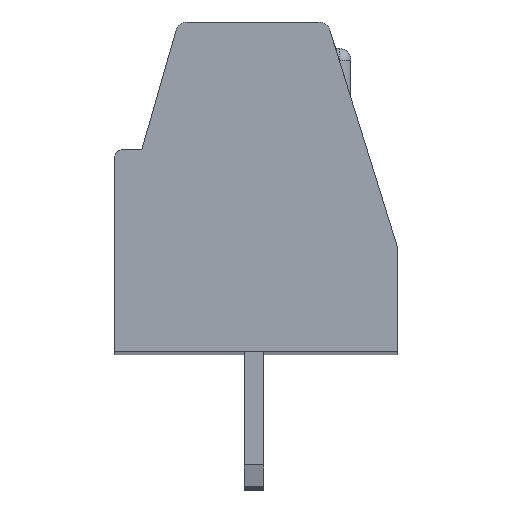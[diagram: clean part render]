
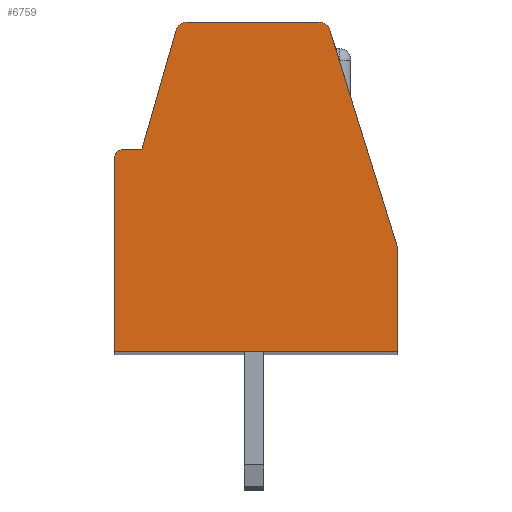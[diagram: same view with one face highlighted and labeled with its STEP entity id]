
A CAD part, top view. The second image highlights one B-rep face of the part: STEP entity #6759.
In plain terms, the highlighted planar face has unit normal (0, 0, 1).
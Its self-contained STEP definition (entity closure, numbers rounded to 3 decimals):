
#14=DIRECTION('',(0.,-1.,0.));
#15=VECTOR('',#14,5.);
#16=CARTESIAN_POINT('',(-3.6,5.,51.435));
#17=LINE('',#16,#15);
#18=CARTESIAN_POINT('',(-3.4,5.,51.435));
#19=DIRECTION('',(0.,0.,1.));
#20=DIRECTION('',(0.,1.,0.));
#21=AXIS2_PLACEMENT_3D('',#18,#19,#20);
#23=DIRECTION('',(-1.,0.,0.));
#24=VECTOR('',#23,0.5);
#25=CARTESIAN_POINT('',(-2.9,5.2,51.435));
#26=LINE('',#25,#24);
#27=DIRECTION('',(-0.276,-0.961,0.));
#28=VECTOR('',#27,3.207);
#29=CARTESIAN_POINT('',(-2.016,8.283,51.435));
#30=LINE('',#29,#28);
#31=CARTESIAN_POINT('',(-1.727,8.2,51.435));
#32=DIRECTION('',(0.,0.,1.));
#33=DIRECTION('',(0.,1.,0.));
#34=AXIS2_PLACEMENT_3D('',#31,#32,#33);
#36=DIRECTION('',(-1.,0.,0.));
#37=VECTOR('',#36,3.4);
#38=CARTESIAN_POINT('',(1.673,8.5,51.435));
#39=LINE('',#38,#37);
#40=CARTESIAN_POINT('',(1.673,8.2,51.435));
#41=DIRECTION('',(0.,0.,1.));
#42=DIRECTION('',(0.955,0.297,0.));
#43=AXIS2_PLACEMENT_3D('',#40,#41,#42);
#45=DIRECTION('',(-0.297,0.955,0.));
#46=VECTOR('',#45,5.854);
#47=CARTESIAN_POINT('',(3.7,2.7,51.435));
#48=LINE('',#47,#46);
#49=DIRECTION('',(0.,1.,0.));
#50=VECTOR('',#49,2.7);
#51=CARTESIAN_POINT('',(3.7,0.,51.435));
#52=LINE('',#51,#50);
#69=DIRECTION('',(1.,0.,0.));
#70=VECTOR('',#69,7.3);
#71=CARTESIAN_POINT('',(-3.6,0.,51.435));
#72=LINE('',#71,#70);
#5432=CARTESIAN_POINT('',(3.7,0.,51.435));
#5433=CARTESIAN_POINT('',(3.7,2.7,51.435));
#5434=VERTEX_POINT('',#5432);
#5435=VERTEX_POINT('',#5433);
#5436=CARTESIAN_POINT('',(1.959,8.289,51.435));
#5437=VERTEX_POINT('',#5436);
#5438=CARTESIAN_POINT('',(1.673,8.5,51.435));
#5439=VERTEX_POINT('',#5438);
#5440=CARTESIAN_POINT('',(-1.727,8.5,51.435));
#5441=VERTEX_POINT('',#5440);
#5442=CARTESIAN_POINT('',(-2.016,8.283,51.435));
#5443=VERTEX_POINT('',#5442);
#5444=CARTESIAN_POINT('',(-2.9,5.2,51.435));
#5445=VERTEX_POINT('',#5444);
#5446=CARTESIAN_POINT('',(-3.4,5.2,51.435));
#5447=VERTEX_POINT('',#5446);
#5448=CARTESIAN_POINT('',(-3.6,5.,51.435));
#5449=VERTEX_POINT('',#5448);
#5450=CARTESIAN_POINT('',(-3.6,0.,51.435));
#5451=VERTEX_POINT('',#5450);
#6732=CARTESIAN_POINT('',(0.,0.,51.435));
#6733=DIRECTION('',(0.,0.,1.));
#6734=DIRECTION('',(1.,0.,0.));
#6735=AXIS2_PLACEMENT_3D('',#6732,#6733,#6734);
#6736=PLANE('',#6735);
#6738=ORIENTED_EDGE('',*,*,#6737,.F.);
#6740=ORIENTED_EDGE('',*,*,#6739,.F.);
#6742=ORIENTED_EDGE('',*,*,#6741,.F.);
#6744=ORIENTED_EDGE('',*,*,#6743,.F.);
#6746=ORIENTED_EDGE('',*,*,#6745,.F.);
#6748=ORIENTED_EDGE('',*,*,#6747,.F.);
#6750=ORIENTED_EDGE('',*,*,#6749,.F.);
#6752=ORIENTED_EDGE('',*,*,#6751,.F.);
#6754=ORIENTED_EDGE('',*,*,#6753,.F.);
#6756=ORIENTED_EDGE('',*,*,#6755,.F.);
#6757=EDGE_LOOP('',(#6738,#6740,#6742,#6744,#6746,#6748,#6750,#6752,#6754,
#6756));
#6758=FACE_OUTER_BOUND('',#6757,.F.);
#22=CIRCLE('',#21,0.2);
#35=CIRCLE('',#34,0.3);
#44=CIRCLE('',#43,0.3);
#6737=EDGE_CURVE('',#5451,#5434,#72,.T.);
#6739=EDGE_CURVE('',#5449,#5451,#17,.T.);
#6741=EDGE_CURVE('',#5447,#5449,#22,.T.);
#6743=EDGE_CURVE('',#5445,#5447,#26,.T.);
#6745=EDGE_CURVE('',#5443,#5445,#30,.T.);
#6747=EDGE_CURVE('',#5441,#5443,#35,.T.);
#6749=EDGE_CURVE('',#5439,#5441,#39,.T.);
#6751=EDGE_CURVE('',#5437,#5439,#44,.T.);
#6753=EDGE_CURVE('',#5435,#5437,#48,.T.);
#6755=EDGE_CURVE('',#5434,#5435,#52,.T.);
#6759=ADVANCED_FACE('',(#6758),#6736,.T.);
